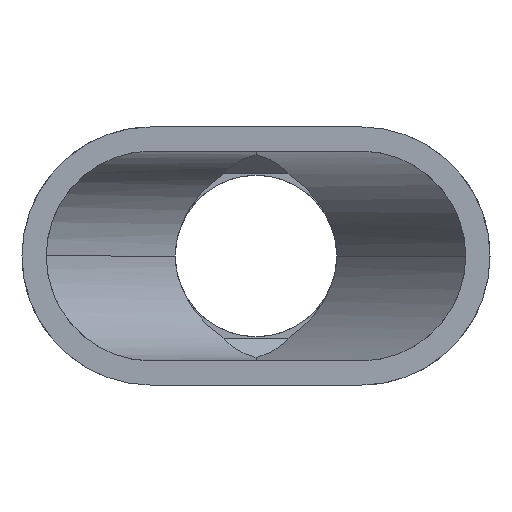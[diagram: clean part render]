
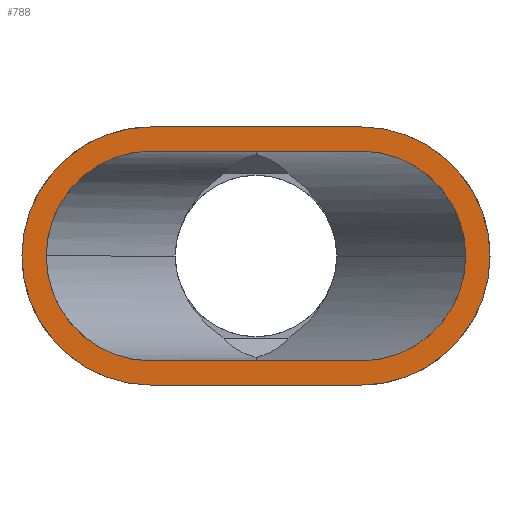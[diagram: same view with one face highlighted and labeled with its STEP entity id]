
A CAD part, front view. The second image highlights one B-rep face of the part: STEP entity #788.
In plain terms, the highlighted planar face has unit normal (0, -1, 0).
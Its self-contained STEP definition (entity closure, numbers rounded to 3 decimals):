
#2 = DIRECTION ( 'NONE',  ( 0., -1., 0. ) ) ;
#3 = DIRECTION ( 'NONE',  ( -1., 0., 0. ) ) ;
#47 = VECTOR ( 'NONE', #1432, 1000. ) ;
#55 = VERTEX_POINT ( 'NONE', #444 ) ;
#69 = ORIENTED_EDGE ( 'NONE', *, *, #1018, .F. ) ;
#70 = CARTESIAN_POINT ( 'NONE',  ( -1.3, -7., -1.3 ) ) ;
#95 = CARTESIAN_POINT ( 'NONE',  ( 1.3, -7., 1.3 ) ) ;
#100 = VECTOR ( 'NONE', #209, 1000. ) ;
#101 = PLANE ( 'NONE',  #972 ) ;
#132 = CARTESIAN_POINT ( 'NONE',  ( -1.3, -7., 0. ) ) ;
#138 = DIRECTION ( 'NONE',  ( 0., 0., 1. ) ) ;
#146 = DIRECTION ( 'NONE',  ( 0., 0., 1. ) ) ;
#148 = DIRECTION ( 'NONE',  ( 0., -1., 0. ) ) ;
#181 = EDGE_LOOP ( 'NONE', ( #1252, #1374, #1639, #1583, #568, #1545 ) ) ;
#209 = DIRECTION ( 'NONE',  ( -1., 0., 0. ) ) ;
#244 = CIRCLE ( 'NONE', #587, 1.3 ) ;
#265 = EDGE_CURVE ( 'NONE', #984, #1538, #905, .T. ) ;
#282 = CIRCLE ( 'NONE', #1360, 1.6 ) ;
#301 = CARTESIAN_POINT ( 'NONE',  ( -1.3, -7., 1.3 ) ) ;
#313 = LINE ( 'NONE', #1314, #686 ) ;
#319 = CIRCLE ( 'NONE', #1636, 1.3 ) ;
#325 = VECTOR ( 'NONE', #3, 1000. ) ;
#379 = CARTESIAN_POINT ( 'NONE',  ( 1.3, -7., 0. ) ) ;
#384 = DIRECTION ( 'NONE',  ( 0., 0., 1. ) ) ;
#388 = DIRECTION ( 'NONE',  ( 0., 0., 1. ) ) ;
#389 = LINE ( 'NONE', #1201, #47 ) ;
#404 = EDGE_CURVE ( 'NONE', #1582, #547, #505, .T. ) ;
#420 = CIRCLE ( 'NONE', #544, 1.3 ) ;
#431 = EDGE_CURVE ( 'NONE', #1140, #1428, #389, .T. ) ;
#444 = CARTESIAN_POINT ( 'NONE',  ( 1.3, -7., -1.6 ) ) ;
#483 = DIRECTION ( 'NONE',  ( 0., 0., 1. ) ) ;
#503 = DIRECTION ( 'NONE',  ( 0., -1., 0. ) ) ;
#505 = CIRCLE ( 'NONE', #1255, 1.3 ) ;
#516 = FACE_BOUND ( 'NONE', #1235, .T. ) ;
#519 = EDGE_CURVE ( 'NONE', #1582, #725, #313, .T. ) ;
#539 = CARTESIAN_POINT ( 'NONE',  ( -1.3, -7., 0. ) ) ;
#544 = AXIS2_PLACEMENT_3D ( 'NONE', #1242, #1354, #1603 ) ;
#545 = DIRECTION ( 'NONE',  ( 1., 0., 0. ) ) ;
#547 = VERTEX_POINT ( 'NONE', #1572 ) ;
#568 = ORIENTED_EDGE ( 'NONE', *, *, #851, .T. ) ;
#572 = DIRECTION ( 'NONE',  ( 0., 0., 1. ) ) ;
#580 = ORIENTED_EDGE ( 'NONE', *, *, #1270, .F. ) ;
#587 = AXIS2_PLACEMENT_3D ( 'NONE', #1341, #732, #1101 ) ;
#610 = EDGE_CURVE ( 'NONE', #1290, #725, #420, .T. ) ;
#614 = DIRECTION ( 'NONE',  ( 0., -1., 0. ) ) ;
#650 = CARTESIAN_POINT ( 'NONE',  ( -1.3, -7., 0. ) ) ;
#686 = VECTOR ( 'NONE', #545, 1000. ) ;
#725 = VERTEX_POINT ( 'NONE', #95 ) ;
#732 = DIRECTION ( 'NONE',  ( 0., -1., 0. ) ) ;
#755 = CARTESIAN_POINT ( 'NONE',  ( 0., -7., 0. ) ) ;
#757 = CIRCLE ( 'NONE', #1003, 1.6 ) ;
#778 = CIRCLE ( 'NONE', #1413, 1.6 ) ;
#781 = CARTESIAN_POINT ( 'NONE',  ( 2.6, -7., 0. ) ) ;
#784 = CARTESIAN_POINT ( 'NONE',  ( 0., -7., -1.3 ) ) ;
#788 = ADVANCED_FACE ( 'NONE', ( #876, #516 ), #101, .F. ) ;
#794 = LINE ( 'NONE', #1491, #100 ) ;
#845 = EDGE_CURVE ( 'NONE', #1480, #1024, #1630, .T. ) ;
#851 = EDGE_CURVE ( 'NONE', #1140, #984, #778, .T. ) ;
#876 = FACE_OUTER_BOUND ( 'NONE', #181, .T. ) ;
#905 = CIRCLE ( 'NONE', #1071, 1.6 ) ;
#915 = DIRECTION ( 'NONE',  ( 0., -1., 0. ) ) ;
#932 = CARTESIAN_POINT ( 'NONE',  ( 2.9, -7., 0. ) ) ;
#972 = AXIS2_PLACEMENT_3D ( 'NONE', #755, #1017, #1509 ) ;
#984 = VERTEX_POINT ( 'NONE', #1104 ) ;
#1003 = AXIS2_PLACEMENT_3D ( 'NONE', #1528, #915, #146 ) ;
#1017 = DIRECTION ( 'NONE',  ( 0., 1., 0. ) ) ;
#1018 = EDGE_CURVE ( 'NONE', #547, #1024, #244, .T. ) ;
#1024 = VERTEX_POINT ( 'NONE', #70 ) ;
#1044 = ORIENTED_EDGE ( 'NONE', *, *, #404, .F. ) ;
#1071 = AXIS2_PLACEMENT_3D ( 'NONE', #132, #2, #138 ) ;
#1101 = DIRECTION ( 'NONE',  ( 0., 0., 1. ) ) ;
#1104 = CARTESIAN_POINT ( 'NONE',  ( -2.9, -7., 0. ) ) ;
#1126 = CARTESIAN_POINT ( 'NONE',  ( 1.3, -7., 0. ) ) ;
#1140 = VERTEX_POINT ( 'NONE', #1618 ) ;
#1160 = EDGE_CURVE ( 'NONE', #55, #1336, #282, .T. ) ;
#1192 = EDGE_CURVE ( 'NONE', #55, #1538, #794, .T. ) ;
#1201 = CARTESIAN_POINT ( 'NONE',  ( 2.9, -7., 1.6 ) ) ;
#1217 = ORIENTED_EDGE ( 'NONE', *, *, #845, .T. ) ;
#1235 = EDGE_LOOP ( 'NONE', ( #580, #1217, #69, #1044, #1577, #1521 ) ) ;
#1242 = CARTESIAN_POINT ( 'NONE',  ( 1.3, -7., 0. ) ) ;
#1252 = ORIENTED_EDGE ( 'NONE', *, *, #1192, .F. ) ;
#1255 = AXIS2_PLACEMENT_3D ( 'NONE', #539, #1339, #572 ) ;
#1270 = EDGE_CURVE ( 'NONE', #1480, #1290, #319, .T. ) ;
#1290 = VERTEX_POINT ( 'NONE', #781 ) ;
#1310 = CARTESIAN_POINT ( 'NONE',  ( 1.3, -7., 1.6 ) ) ;
#1314 = CARTESIAN_POINT ( 'NONE',  ( 0., -7., 1.3 ) ) ;
#1336 = VERTEX_POINT ( 'NONE', #932 ) ;
#1339 = DIRECTION ( 'NONE',  ( 0., -1., 0. ) ) ;
#1341 = CARTESIAN_POINT ( 'NONE',  ( -1.3, -7., 0. ) ) ;
#1354 = DIRECTION ( 'NONE',  ( 0., -1., 0. ) ) ;
#1360 = AXIS2_PLACEMENT_3D ( 'NONE', #1126, #614, #483 ) ;
#1374 = ORIENTED_EDGE ( 'NONE', *, *, #1160, .T. ) ;
#1413 = AXIS2_PLACEMENT_3D ( 'NONE', #650, #148, #388 ) ;
#1418 = CARTESIAN_POINT ( 'NONE',  ( 1.3, -7., -1.3 ) ) ;
#1426 = EDGE_CURVE ( 'NONE', #1336, #1428, #757, .T. ) ;
#1428 = VERTEX_POINT ( 'NONE', #1310 ) ;
#1432 = DIRECTION ( 'NONE',  ( 1., 0., 0. ) ) ;
#1480 = VERTEX_POINT ( 'NONE', #1418 ) ;
#1491 = CARTESIAN_POINT ( 'NONE',  ( 2.9, -7., -1.6 ) ) ;
#1509 = DIRECTION ( 'NONE',  ( 0., 0., 1. ) ) ;
#1521 = ORIENTED_EDGE ( 'NONE', *, *, #610, .F. ) ;
#1528 = CARTESIAN_POINT ( 'NONE',  ( 1.3, -7., 0. ) ) ;
#1538 = VERTEX_POINT ( 'NONE', #1571 ) ;
#1545 = ORIENTED_EDGE ( 'NONE', *, *, #265, .T. ) ;
#1571 = CARTESIAN_POINT ( 'NONE',  ( -1.3, -7., -1.6 ) ) ;
#1572 = CARTESIAN_POINT ( 'NONE',  ( -2.6, -7., 0. ) ) ;
#1577 = ORIENTED_EDGE ( 'NONE', *, *, #519, .T. ) ;
#1582 = VERTEX_POINT ( 'NONE', #301 ) ;
#1583 = ORIENTED_EDGE ( 'NONE', *, *, #431, .F. ) ;
#1603 = DIRECTION ( 'NONE',  ( 0., 0., 1. ) ) ;
#1618 = CARTESIAN_POINT ( 'NONE',  ( -1.3, -7., 1.6 ) ) ;
#1630 = LINE ( 'NONE', #784, #325 ) ;
#1636 = AXIS2_PLACEMENT_3D ( 'NONE', #379, #503, #384 ) ;
#1639 = ORIENTED_EDGE ( 'NONE', *, *, #1426, .T. ) ;
